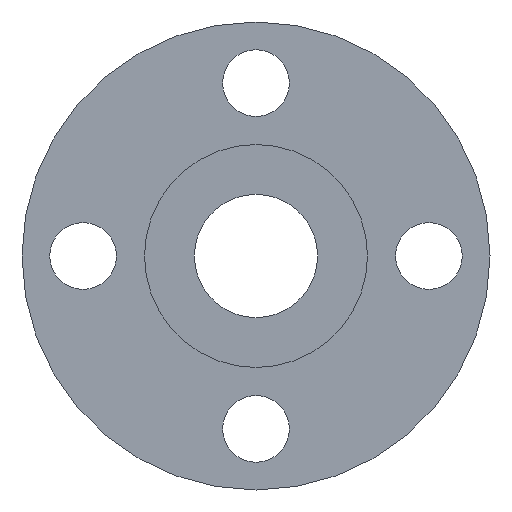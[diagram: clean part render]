
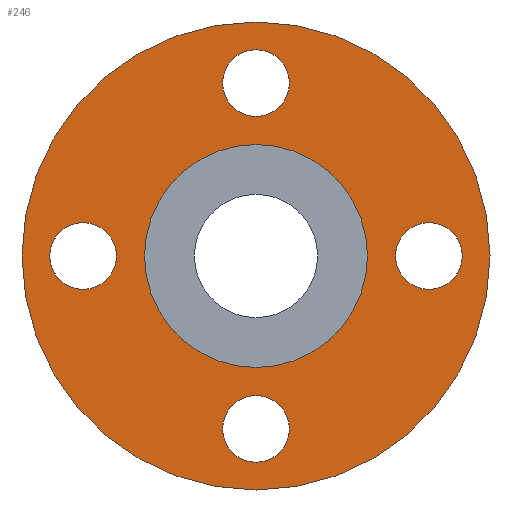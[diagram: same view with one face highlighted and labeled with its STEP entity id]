
A CAD part, front view. The second image highlights one B-rep face of the part: STEP entity #246.
In plain terms, the highlighted planar face has unit normal (0, -1, 0).
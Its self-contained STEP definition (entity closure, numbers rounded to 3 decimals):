
#16 = AXIS2_PLACEMENT_3D ( 'NONE', #140, #644, #205 ) ;
#26 = CIRCLE ( 'NONE', #893, 66.65 ) ;
#35 = AXIS2_PLACEMENT_3D ( 'NONE', #421, #770, #143 ) ;
#46 = CIRCLE ( 'NONE', #650, 9.5 ) ;
#49 = VERTEX_POINT ( 'NONE', #901 ) ;
#60 = CIRCLE ( 'NONE', #446, 9.5 ) ;
#62 = EDGE_CURVE ( 'NONE', #786, #861, #657, .T. ) ;
#65 = CARTESIAN_POINT ( 'NONE',  ( 0., 1.6, 0. ) ) ;
#71 = CARTESIAN_POINT ( 'NONE',  ( 0., 1.6, 66.65 ) ) ;
#72 = EDGE_LOOP ( 'NONE', ( #147, #250 ) ) ;
#81 = DIRECTION ( 'NONE',  ( 0., 0., -1. ) ) ;
#82 = FACE_BOUND ( 'NONE', #851, .T. ) ;
#90 = AXIS2_PLACEMENT_3D ( 'NONE', #406, #336, #399 ) ;
#96 = EDGE_CURVE ( 'NONE', #165, #49, #327, .T. ) ;
#102 = ORIENTED_EDGE ( 'NONE', *, *, #854, .F. ) ;
#129 = ORIENTED_EDGE ( 'NONE', *, *, #452, .T. ) ;
#131 = EDGE_CURVE ( 'NONE', #861, #786, #896, .T. ) ;
#140 = CARTESIAN_POINT ( 'NONE',  ( 0., 1.6, 31.75 ) ) ;
#142 = EDGE_CURVE ( 'NONE', #179, #731, #401, .T. ) ;
#143 = DIRECTION ( 'NONE',  ( 0., 0., 1. ) ) ;
#147 = ORIENTED_EDGE ( 'NONE', *, *, #641, .F. ) ;
#149 = DIRECTION ( 'NONE',  ( 0., -1., 0. ) ) ;
#155 = EDGE_CURVE ( 'NONE', #285, #658, #60, .T. ) ;
#159 = EDGE_LOOP ( 'NONE', ( #702, #882 ) ) ;
#163 = CARTESIAN_POINT ( 'NONE',  ( -49.25, 1.6, 0. ) ) ;
#165 = VERTEX_POINT ( 'NONE', #810 ) ;
#170 = VERTEX_POINT ( 'NONE', #482 ) ;
#173 = VERTEX_POINT ( 'NONE', #612 ) ;
#179 = VERTEX_POINT ( 'NONE', #547 ) ;
#191 = DIRECTION ( 'NONE',  ( 0., 0., 1. ) ) ;
#203 = DIRECTION ( 'NONE',  ( 0., -1., 0. ) ) ;
#205 = DIRECTION ( 'NONE',  ( 0., 0., -1. ) ) ;
#210 = CARTESIAN_POINT ( 'NONE',  ( 0., 1.6, 39.75 ) ) ;
#215 = VERTEX_POINT ( 'NONE', #71 ) ;
#223 = CARTESIAN_POINT ( 'NONE',  ( 58.75, 1.6, 0. ) ) ;
#246 = ADVANCED_FACE ( 'NONE', ( #850, #287, #693, #362, #82, #357 ), #636, .T. ) ;
#250 = ORIENTED_EDGE ( 'NONE', *, *, #300, .F. ) ;
#269 = AXIS2_PLACEMENT_3D ( 'NONE', #551, #410, #748 ) ;
#283 = CIRCLE ( 'NONE', #35, 66.65 ) ;
#285 = VERTEX_POINT ( 'NONE', #210 ) ;
#287 = FACE_BOUND ( 'NONE', #836, .T. ) ;
#288 = ORIENTED_EDGE ( 'NONE', *, *, #96, .F. ) ;
#293 = DIRECTION ( 'NONE',  ( 0., -1., 0. ) ) ;
#300 = EDGE_CURVE ( 'NONE', #173, #215, #283, .T. ) ;
#313 = CARTESIAN_POINT ( 'NONE',  ( 0., 1.6, 0. ) ) ;
#325 = CARTESIAN_POINT ( 'NONE',  ( 0., 1.6, 0. ) ) ;
#327 = CIRCLE ( 'NONE', #269, 9.5 ) ;
#330 = DIRECTION ( 'NONE',  ( 0., 1., 0. ) ) ;
#332 = DIRECTION ( 'NONE',  ( 0., -1., 0. ) ) ;
#336 = DIRECTION ( 'NONE',  ( 0., -1., 0. ) ) ;
#355 = CARTESIAN_POINT ( 'NONE',  ( 0., 1.6, -31.75 ) ) ;
#357 = FACE_OUTER_BOUND ( 'NONE', #72, .T. ) ;
#362 = FACE_BOUND ( 'NONE', #651, .T. ) ;
#367 = VERTEX_POINT ( 'NONE', #459 ) ;
#369 = DIRECTION ( 'NONE',  ( -1., 0., 0. ) ) ;
#378 = CIRCLE ( 'NONE', #680, 9.5 ) ;
#379 = CARTESIAN_POINT ( 'NONE',  ( 39.75, 1.6, 0. ) ) ;
#386 = ORIENTED_EDGE ( 'NONE', *, *, #752, .F. ) ;
#399 = DIRECTION ( 'NONE',  ( 1., 0., 0. ) ) ;
#401 = CIRCLE ( 'NONE', #846, 31.75 ) ;
#406 = CARTESIAN_POINT ( 'NONE',  ( 49.25, 1.6, 0. ) ) ;
#410 = DIRECTION ( 'NONE',  ( 0., -1., 0. ) ) ;
#414 = DIRECTION ( 'NONE',  ( 1., 0., 0. ) ) ;
#419 = CARTESIAN_POINT ( 'NONE',  ( 0., 1.6, 58.75 ) ) ;
#421 = CARTESIAN_POINT ( 'NONE',  ( 0., 1.6, 0. ) ) ;
#446 = AXIS2_PLACEMENT_3D ( 'NONE', #818, #332, #191 ) ;
#452 = EDGE_CURVE ( 'NONE', #731, #179, #574, .T. ) ;
#459 = CARTESIAN_POINT ( 'NONE',  ( -58.75, 1.6, 0. ) ) ;
#482 = CARTESIAN_POINT ( 'NONE',  ( -39.75, 1.6, 0. ) ) ;
#484 = CARTESIAN_POINT ( 'NONE',  ( -49.25, 1.6, 0. ) ) ;
#489 = CARTESIAN_POINT ( 'NONE',  ( 0., 1.6, 49.25 ) ) ;
#497 = DIRECTION ( 'NONE',  ( 0., 0., 1. ) ) ;
#526 = ORIENTED_EDGE ( 'NONE', *, *, #691, .F. ) ;
#538 = CARTESIAN_POINT ( 'NONE',  ( 49.25, 1.6, 0. ) ) ;
#540 = AXIS2_PLACEMENT_3D ( 'NONE', #538, #604, #414 ) ;
#547 = CARTESIAN_POINT ( 'NONE',  ( 0., 1.6, 31.75 ) ) ;
#551 = CARTESIAN_POINT ( 'NONE',  ( 0., 1.6, -49.25 ) ) ;
#574 = CIRCLE ( 'NONE', #866, 31.75 ) ;
#578 = AXIS2_PLACEMENT_3D ( 'NONE', #489, #203, #634 ) ;
#584 = ORIENTED_EDGE ( 'NONE', *, *, #746, .F. ) ;
#604 = DIRECTION ( 'NONE',  ( 0., -1., 0. ) ) ;
#612 = CARTESIAN_POINT ( 'NONE',  ( 0., 1.6, -66.65 ) ) ;
#622 = AXIS2_PLACEMENT_3D ( 'NONE', #830, #909, #81 ) ;
#634 = DIRECTION ( 'NONE',  ( 0., 0., 1. ) ) ;
#636 = PLANE ( 'NONE',  #16 ) ;
#641 = EDGE_CURVE ( 'NONE', #215, #173, #26, .T. ) ;
#644 = DIRECTION ( 'NONE',  ( 0., -1., 0. ) ) ;
#650 = AXIS2_PLACEMENT_3D ( 'NONE', #163, #293, #369 ) ;
#651 = EDGE_LOOP ( 'NONE', ( #288, #584 ) ) ;
#657 = CIRCLE ( 'NONE', #540, 9.5 ) ;
#658 = VERTEX_POINT ( 'NONE', #419 ) ;
#680 = AXIS2_PLACEMENT_3D ( 'NONE', #484, #149, #904 ) ;
#681 = EDGE_LOOP ( 'NONE', ( #526, #102 ) ) ;
#688 = DIRECTION ( 'NONE',  ( 0., 0., 1. ) ) ;
#691 = EDGE_CURVE ( 'NONE', #170, #367, #378, .T. ) ;
#693 = FACE_BOUND ( 'NONE', #159, .T. ) ;
#702 = ORIENTED_EDGE ( 'NONE', *, *, #131, .F. ) ;
#731 = VERTEX_POINT ( 'NONE', #355 ) ;
#746 = EDGE_CURVE ( 'NONE', #49, #165, #781, .T. ) ;
#748 = DIRECTION ( 'NONE',  ( 0., 0., -1. ) ) ;
#752 = EDGE_CURVE ( 'NONE', #658, #285, #853, .T. ) ;
#759 = ORIENTED_EDGE ( 'NONE', *, *, #155, .F. ) ;
#769 = DIRECTION ( 'NONE',  ( 0., 1., 0. ) ) ;
#770 = DIRECTION ( 'NONE',  ( 0., 1., 0. ) ) ;
#781 = CIRCLE ( 'NONE', #622, 9.5 ) ;
#786 = VERTEX_POINT ( 'NONE', #223 ) ;
#810 = CARTESIAN_POINT ( 'NONE',  ( 0., 1.6, -39.75 ) ) ;
#818 = CARTESIAN_POINT ( 'NONE',  ( 0., 1.6, 49.25 ) ) ;
#830 = CARTESIAN_POINT ( 'NONE',  ( 0., 1.6, -49.25 ) ) ;
#833 = ORIENTED_EDGE ( 'NONE', *, *, #142, .T. ) ;
#836 = EDGE_LOOP ( 'NONE', ( #759, #386 ) ) ;
#846 = AXIS2_PLACEMENT_3D ( 'NONE', #325, #881, #688 ) ;
#850 = FACE_BOUND ( 'NONE', #681, .T. ) ;
#851 = EDGE_LOOP ( 'NONE', ( #833, #129 ) ) ;
#853 = CIRCLE ( 'NONE', #578, 9.5 ) ;
#854 = EDGE_CURVE ( 'NONE', #367, #170, #46, .T. ) ;
#861 = VERTEX_POINT ( 'NONE', #379 ) ;
#866 = AXIS2_PLACEMENT_3D ( 'NONE', #313, #330, #895 ) ;
#881 = DIRECTION ( 'NONE',  ( 0., 1., 0. ) ) ;
#882 = ORIENTED_EDGE ( 'NONE', *, *, #62, .F. ) ;
#893 = AXIS2_PLACEMENT_3D ( 'NONE', #65, #769, #497 ) ;
#895 = DIRECTION ( 'NONE',  ( 0., 0., 1. ) ) ;
#896 = CIRCLE ( 'NONE', #90, 9.5 ) ;
#901 = CARTESIAN_POINT ( 'NONE',  ( 0., 1.6, -58.75 ) ) ;
#904 = DIRECTION ( 'NONE',  ( -1., 0., 0. ) ) ;
#909 = DIRECTION ( 'NONE',  ( 0., -1., 0. ) ) ;
